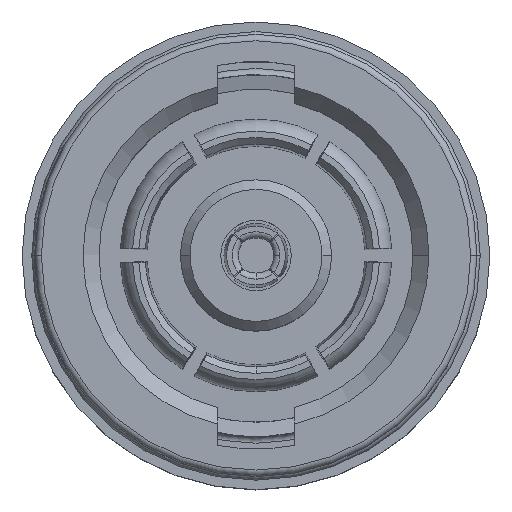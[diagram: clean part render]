
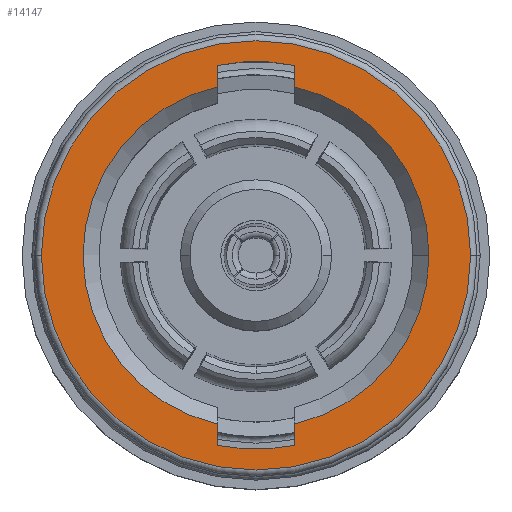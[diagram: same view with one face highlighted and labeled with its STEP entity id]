
A CAD part, top view. The second image highlights one B-rep face of the part: STEP entity #14147.
In plain terms, the highlighted planar face has unit normal (0, 0, 1).
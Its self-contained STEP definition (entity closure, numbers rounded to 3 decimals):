
#128 = CARTESIAN_POINT ( 'NONE',  ( 0., 0., 0.85 ) ) ;
#406 = DIRECTION ( 'NONE',  ( 0., 0., 1. ) ) ;
#428 = ORIENTED_EDGE ( 'NONE', *, *, #6503, .F. ) ;
#459 = AXIS2_PLACEMENT_3D ( 'NONE', #128, #16172, #10774 ) ;
#462 = PLANE ( 'NONE',  #16848 ) ;
#579 = LINE ( 'NONE', #6281, #12768 ) ;
#585 = VERTEX_POINT ( 'NONE', #14826 ) ;
#786 = VERTEX_POINT ( 'NONE', #3322 ) ;
#1004 = ORIENTED_EDGE ( 'NONE', *, *, #14001, .F. ) ;
#1083 = EDGE_CURVE ( 'NONE', #1239, #14124, #13915, .T. ) ;
#1145 = CIRCLE ( 'NONE', #13077, 5.4 ) ;
#1207 = EDGE_LOOP ( 'NONE', ( #6007, #2309, #1004, #4388, #16497, #8383, #428, #14000, #7206 ) ) ;
#1239 = VERTEX_POINT ( 'NONE', #6123 ) ;
#1512 = VERTEX_POINT ( 'NONE', #8009 ) ;
#1913 = VERTEX_POINT ( 'NONE', #15779 ) ;
#2309 = ORIENTED_EDGE ( 'NONE', *, *, #6798, .F. ) ;
#2955 = DIRECTION ( 'NONE',  ( 1., 0., 0. ) ) ;
#3322 = CARTESIAN_POINT ( 'NONE',  ( -6.7, 0., 0.85 ) ) ;
#3406 = DIRECTION ( 'NONE',  ( -1., 0., 0. ) ) ;
#3698 = DIRECTION ( 'NONE',  ( 0., 1., 0. ) ) ;
#3897 = CIRCLE ( 'NONE', #12152, 5.4 ) ;
#3965 = CARTESIAN_POINT ( 'NONE',  ( 5.4, 0., 0.85 ) ) ;
#3968 = VERTEX_POINT ( 'NONE', #3965 ) ;
#4388 = ORIENTED_EDGE ( 'NONE', *, *, #11538, .F. ) ;
#4631 = DIRECTION ( 'NONE',  ( 0., 0., -1. ) ) ;
#4658 = CARTESIAN_POINT ( 'NONE',  ( -1.2, 4.751, 0.85 ) ) ;
#5387 = EDGE_CURVE ( 'NONE', #6957, #8750, #9393, .T. ) ;
#5549 = CARTESIAN_POINT ( 'NONE',  ( -1.2, 5.265, 0.85 ) ) ;
#5821 = VERTEX_POINT ( 'NONE', #6052 ) ;
#6007 = ORIENTED_EDGE ( 'NONE', *, *, #12972, .F. ) ;
#6052 = CARTESIAN_POINT ( 'NONE',  ( 1.2, 5.265, 0.85 ) ) ;
#6110 = AXIS2_PLACEMENT_3D ( 'NONE', #7199, #8791, #12583 ) ;
#6123 = CARTESIAN_POINT ( 'NONE',  ( -1.2, -5.93, 0.85 ) ) ;
#6189 = DIRECTION ( 'NONE',  ( 0., -1., 0. ) ) ;
#6281 = CARTESIAN_POINT ( 'NONE',  ( 1.2, -4.751, 0.85 ) ) ;
#6391 = CARTESIAN_POINT ( 'NONE',  ( 0., 0., 0.85 ) ) ;
#6401 = CARTESIAN_POINT ( 'NONE',  ( 1.2, -5.265, 0.85 ) ) ;
#6503 = EDGE_CURVE ( 'NONE', #1913, #1239, #14567, .T. ) ;
#6582 = EDGE_CURVE ( 'NONE', #585, #786, #8083, .T. ) ;
#6778 = ORIENTED_EDGE ( 'NONE', *, *, #8882, .T. ) ;
#6798 = EDGE_CURVE ( 'NONE', #5821, #1512, #8283, .T. ) ;
#6957 = VERTEX_POINT ( 'NONE', #11002 ) ;
#7065 = AXIS2_PLACEMENT_3D ( 'NONE', #7176, #406, #16551 ) ;
#7176 = CARTESIAN_POINT ( 'NONE',  ( 0., 0., 0.85 ) ) ;
#7199 = CARTESIAN_POINT ( 'NONE',  ( 0., 0., 0.85 ) ) ;
#7206 = ORIENTED_EDGE ( 'NONE', *, *, #5387, .F. ) ;
#8009 = CARTESIAN_POINT ( 'NONE',  ( 1.2, 5.93, 0.85 ) ) ;
#8083 = CIRCLE ( 'NONE', #6110, 6.7 ) ;
#8185 = FACE_OUTER_BOUND ( 'NONE', #14019, .T. ) ;
#8283 = LINE ( 'NONE', #17283, #13688 ) ;
#8383 = ORIENTED_EDGE ( 'NONE', *, *, #1083, .F. ) ;
#8750 = VERTEX_POINT ( 'NONE', #5549 ) ;
#8791 = DIRECTION ( 'NONE',  ( 0., 0., 1. ) ) ;
#8882 = EDGE_CURVE ( 'NONE', #786, #585, #12656, .T. ) ;
#9107 = CARTESIAN_POINT ( 'NONE',  ( -1.2, -4.751, 0.85 ) ) ;
#9269 = DIRECTION ( 'NONE',  ( 0., -1., 0. ) ) ;
#9393 = LINE ( 'NONE', #4658, #16109 ) ;
#9417 = FACE_BOUND ( 'NONE', #1207, .T. ) ;
#9559 = DIRECTION ( 'NONE',  ( 0., 0., 1. ) ) ;
#9737 = AXIS2_PLACEMENT_3D ( 'NONE', #6391, #10250, #12832 ) ;
#10122 = CARTESIAN_POINT ( 'NONE',  ( 0., 0., 0.85 ) ) ;
#10250 = DIRECTION ( 'NONE',  ( 0., 0., 1. ) ) ;
#10472 = DIRECTION ( 'NONE',  ( 0., 1., 0. ) ) ;
#10774 = DIRECTION ( 'NONE',  ( 1., 0., 0. ) ) ;
#11002 = CARTESIAN_POINT ( 'NONE',  ( -1.2, 5.93, 0.85 ) ) ;
#11093 = CARTESIAN_POINT ( 'NONE',  ( 1.2, -5.93, 0.85 ) ) ;
#11538 = EDGE_CURVE ( 'NONE', #14369, #3968, #3897, .T. ) ;
#11887 = CARTESIAN_POINT ( 'NONE',  ( 0., 0., 0.85 ) ) ;
#12009 = ORIENTED_EDGE ( 'NONE', *, *, #6582, .T. ) ;
#12074 = AXIS2_PLACEMENT_3D ( 'NONE', #10122, #9559, #14758 ) ;
#12152 = AXIS2_PLACEMENT_3D ( 'NONE', #16280, #12157, #2955 ) ;
#12157 = DIRECTION ( 'NONE',  ( 0., 0., 1. ) ) ;
#12368 = EDGE_CURVE ( 'NONE', #8750, #1913, #1145, .T. ) ;
#12561 = CARTESIAN_POINT ( 'NONE',  ( 0., 0., 0.85 ) ) ;
#12583 = DIRECTION ( 'NONE',  ( -1., 0., 0. ) ) ;
#12656 = CIRCLE ( 'NONE', #12074, 6.7 ) ;
#12768 = VECTOR ( 'NONE', #3698, 1000. ) ;
#12832 = DIRECTION ( 'NONE',  ( -1., 0., 0. ) ) ;
#12856 = CIRCLE ( 'NONE', #9737, 6.05 ) ;
#12972 = EDGE_CURVE ( 'NONE', #1512, #6957, #12856, .T. ) ;
#13077 = AXIS2_PLACEMENT_3D ( 'NONE', #11887, #17302, #13110 ) ;
#13110 = DIRECTION ( 'NONE',  ( 1., 0., 0. ) ) ;
#13688 = VECTOR ( 'NONE', #10472, 1000. ) ;
#13915 = CIRCLE ( 'NONE', #459, 6.05 ) ;
#13923 = VECTOR ( 'NONE', #9269, 1000. ) ;
#14000 = ORIENTED_EDGE ( 'NONE', *, *, #12368, .F. ) ;
#14001 = EDGE_CURVE ( 'NONE', #3968, #5821, #14676, .T. ) ;
#14019 = EDGE_LOOP ( 'NONE', ( #6778, #12009 ) ) ;
#14124 = VERTEX_POINT ( 'NONE', #11093 ) ;
#14147 = ADVANCED_FACE ( 'NONE', ( #8185, #9417 ), #462, .F. ) ;
#14296 = EDGE_CURVE ( 'NONE', #14124, #14369, #579, .T. ) ;
#14369 = VERTEX_POINT ( 'NONE', #6401 ) ;
#14567 = LINE ( 'NONE', #9107, #13923 ) ;
#14676 = CIRCLE ( 'NONE', #7065, 5.4 ) ;
#14758 = DIRECTION ( 'NONE',  ( -1., 0., 0. ) ) ;
#14826 = CARTESIAN_POINT ( 'NONE',  ( 6.7, 0., 0.85 ) ) ;
#15779 = CARTESIAN_POINT ( 'NONE',  ( -1.2, -5.265, 0.85 ) ) ;
#16109 = VECTOR ( 'NONE', #6189, 1000. ) ;
#16172 = DIRECTION ( 'NONE',  ( 0., 0., 1. ) ) ;
#16280 = CARTESIAN_POINT ( 'NONE',  ( 0., 0., 0.85 ) ) ;
#16497 = ORIENTED_EDGE ( 'NONE', *, *, #14296, .F. ) ;
#16551 = DIRECTION ( 'NONE',  ( 1., 0., 0. ) ) ;
#16848 = AXIS2_PLACEMENT_3D ( 'NONE', #12561, #4631, #3406 ) ;
#17283 = CARTESIAN_POINT ( 'NONE',  ( 1.2, 4.751, 0.85 ) ) ;
#17302 = DIRECTION ( 'NONE',  ( 0., 0., 1. ) ) ;
